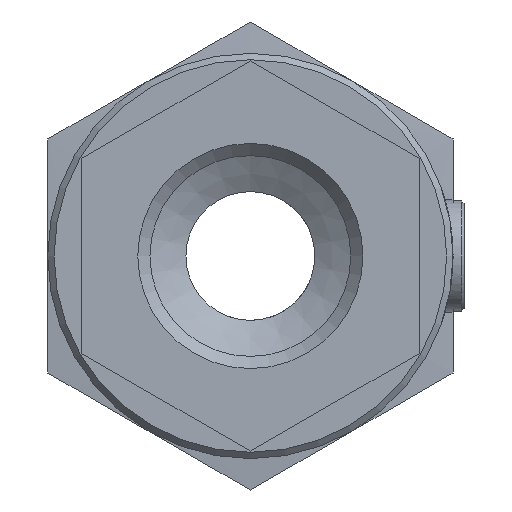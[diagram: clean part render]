
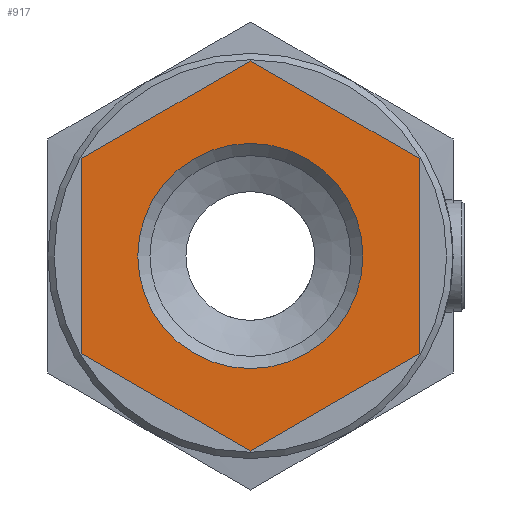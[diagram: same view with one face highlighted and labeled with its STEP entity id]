
A CAD part, front view. The second image highlights one B-rep face of the part: STEP entity #917.
In plain terms, the highlighted planar face has unit normal (0, -1, 0).
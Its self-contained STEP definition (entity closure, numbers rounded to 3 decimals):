
#105=PLANE('',#1042);
#132=LINE('',#1537,#166);
#135=LINE('',#1543,#169);
#137=LINE('',#1547,#171);
#139=LINE('',#1553,#173);
#141=LINE('',#1557,#175);
#143=LINE('',#1561,#177);
#166=VECTOR('',#1235,1000.);
#169=VECTOR('',#1240,1000.);
#171=VECTOR('',#1244,1000.);
#173=VECTOR('',#1250,1000.);
#175=VECTOR('',#1254,1000.);
#177=VECTOR('',#1258,1000.);
#302=ORIENTED_EDGE('',*,*,#489,.F.);
#303=ORIENTED_EDGE('',*,*,#486,.T.);
#304=ORIENTED_EDGE('',*,*,#484,.F.);
#305=ORIENTED_EDGE('',*,*,#481,.T.);
#306=ORIENTED_EDGE('',*,*,#479,.T.);
#307=ORIENTED_EDGE('',*,*,#476,.T.);
#308=ORIENTED_EDGE('',*,*,#488,.T.);
#476=EDGE_CURVE('',#585,#586,#132,.T.);
#479=EDGE_CURVE('',#587,#585,#135,.T.);
#481=EDGE_CURVE('',#588,#587,#137,.T.);
#484=EDGE_CURVE('',#588,#590,#139,.T.);
#486=EDGE_CURVE('',#591,#590,#141,.T.);
#488=EDGE_CURVE('',#586,#591,#143,.T.);
#489=EDGE_CURVE('',#592,#592,#650,.T.);
#585=VERTEX_POINT('',#1538);
#586=VERTEX_POINT('',#1539);
#587=VERTEX_POINT('',#1544);
#588=VERTEX_POINT('',#1548);
#590=VERTEX_POINT('',#1554);
#591=VERTEX_POINT('',#1558);
#592=VERTEX_POINT('',#1564);
#650=CIRCLE('',#1043,10.);
#726=EDGE_LOOP('',(#302));
#727=EDGE_LOOP('',(#303,#304,#305,#306,#307,#308));
#826=FACE_BOUND('',#726,.T.);
#827=FACE_BOUND('',#727,.T.);
#917=ADVANCED_FACE('',(#826,#827),#105,.F.);
#1042=AXIS2_PLACEMENT_3D('',#1562,#1259,#1260);
#1043=AXIS2_PLACEMENT_3D('',#1563,#1261,#1262);
#1235=DIRECTION('',(0.,0.,-1.));
#1240=DIRECTION('',(-0.866,0.,-0.5));
#1244=DIRECTION('',(-0.866,0.,0.5));
#1250=DIRECTION('',(0.,0.,-1.));
#1254=DIRECTION('',(0.866,0.,0.5));
#1258=DIRECTION('',(0.866,0.,-0.5));
#1259=DIRECTION('',(0.,1.,0.));
#1260=DIRECTION('',(0.,0.,1.));
#1261=DIRECTION('',(0.,-1.,0.));
#1262=DIRECTION('',(0.,0.,-1.));
#1537=CARTESIAN_POINT('',(-15.,0.,8.66));
#1538=CARTESIAN_POINT('',(-15.,0.,8.66));
#1539=CARTESIAN_POINT('',(-15.,0.,-8.66));
#1543=CARTESIAN_POINT('',(0.,0.,17.321));
#1544=CARTESIAN_POINT('',(0.,0.,17.321));
#1547=CARTESIAN_POINT('',(15.,0.,8.66));
#1548=CARTESIAN_POINT('',(15.,0.,8.66));
#1553=CARTESIAN_POINT('',(15.,0.,0.));
#1554=CARTESIAN_POINT('',(15.,0.,-8.66));
#1557=CARTESIAN_POINT('',(0.,0.,-17.321));
#1558=CARTESIAN_POINT('',(0.,0.,-17.321));
#1561=CARTESIAN_POINT('',(-15.,0.,-8.66));
#1562=CARTESIAN_POINT('',(17.55,0.,0.));
#1563=CARTESIAN_POINT('',(0.,0.,0.));
#1564=CARTESIAN_POINT('',(0.,0.,-10.));
